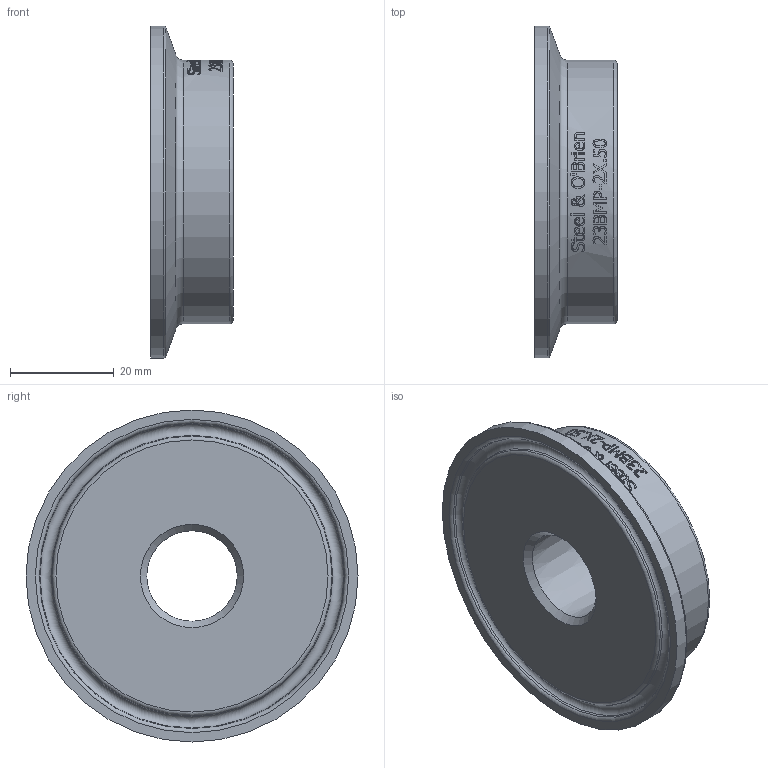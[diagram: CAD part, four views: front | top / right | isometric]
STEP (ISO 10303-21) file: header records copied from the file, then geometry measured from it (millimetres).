
FILE_DESCRIPTION(/* description */ (''),/* implementation_level */ '2;1');
FILE_NAME(/* name */ '23BMP-2X.50.ipt.stp',/* time_stamp */ '2019-05-02T16:16:11-04:00',/* author */ ('Engineering'),/* organization */ (''),/* preprocessor_version */ 'ST-DEVELOPER v15.2',/* originating_system */ 'Autodesk Inventor 2014',/* authorisation */ '');
FILE_SCHEMA (('AUTOMOTIVE_DESIGN { 1 0 10303 214 3 1 1 }'));
Length unit declared in the file: inch
Products named in the file (1): 23BMP-2X.50
Bounding box: 15.88 x 63.91 x 63.91 mm (x, y, z)
Volume: 32188.1 mm3; surface area: 9254.6 mm2
Topology: 1 solids, 1 shells, 419 faces, 1126 edges, 747 vertices
Faces by surface type: bspline 207, plane 161, cylinder 39, cone 6, torus 6
Full cylindrical faces by diameter (mm): 50.8 x1, 63.906 x1
Entity records: 16796 total; most frequent: CARTESIAN_POINT 7515, ORIENTED_EDGE 2224, DIRECTION 1329, EDGE_CURVE 1112, VERTEX_POINT 747, LINE 493, VECTOR 493, EDGE_LOOP 473
